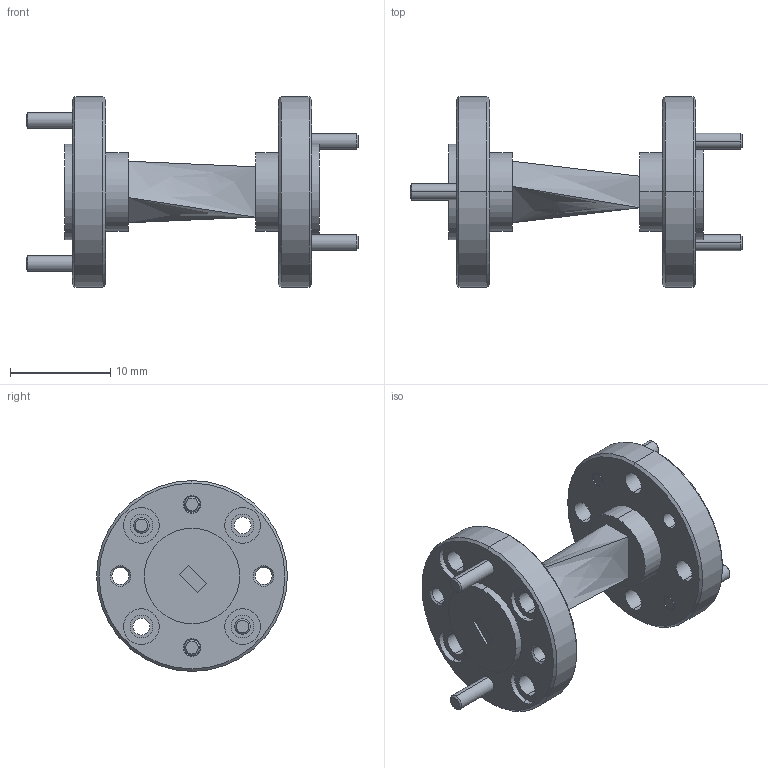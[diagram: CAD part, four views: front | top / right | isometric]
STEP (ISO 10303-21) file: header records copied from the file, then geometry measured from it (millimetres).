
FILE_DESCRIPTION (( 'STEP AP214' ), '1' );
FILE_NAME ('WB-TW-5R-1.0, Defeatured_02.STEP', '2025-02-27T20:24:35', ( '' ), ( '' ), 'SwSTEP 2.0', 'SolidWorks 2021', '' );
FILE_SCHEMA (( 'AUTOMOTIVE_DESIGN' ));
Length unit declared in the file: inch
Products named in the file (1): WB-TW-5R-1.0, Defeatured_02
Bounding box: 33.15 x 19.05 x 19.05 mm (x, y, z)
Volume: 2275.8 mm3; surface area: 2248.6 mm2
Topology: 5 solids, 11 shells, 173 faces, 366 edges, 231 vertices
Faces by surface type: cylinder 68, plane 53, cone 40, bspline 12
Entity records: 4950 total; most frequent: CARTESIAN_POINT 997, DIRECTION 846, ORIENTED_EDGE 732, EDGE_CURVE 366, AXIS2_PLACEMENT_3D 338, VERTEX_POINT 231, EDGE_LOOP 221, CIRCLE 176
